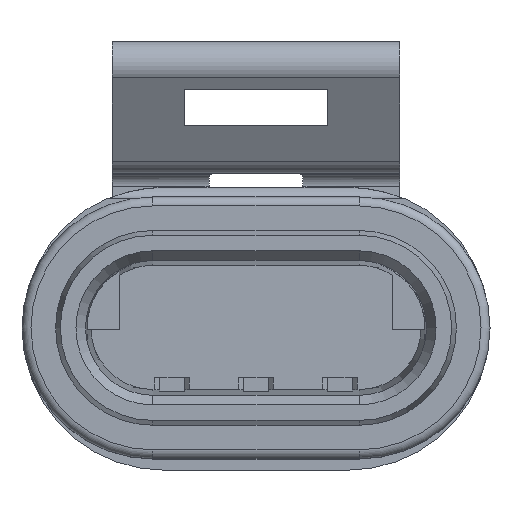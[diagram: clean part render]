
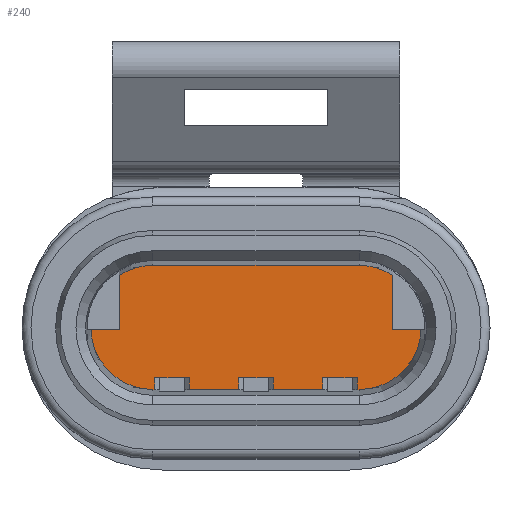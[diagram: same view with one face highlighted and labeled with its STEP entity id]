
A CAD part, top view. The second image highlights one B-rep face of the part: STEP entity #240.
In plain terms, the highlighted planar face has unit normal (0, 0, 1).
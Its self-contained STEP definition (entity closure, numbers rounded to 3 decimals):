
#119=PLANE('',#2342);
#240=ADVANCED_FACE('',(#375),#119,.T.);
#375=FACE_OUTER_BOUND('',#499,.T.);
#499=EDGE_LOOP('',(#947,#948,#949,#950,#951,#952,#953,#954,#955,#956,#957,
#958,#959,#960,#961,#962,#963,#964,#965,#966,#967,#968));
#603=CIRCLE('',#2338,2.589);
#604=CIRCLE('',#2339,2.589);
#605=CIRCLE('',#2340,2.589);
#606=CIRCLE('',#2341,2.589);
#947=ORIENTED_EDGE('',*,*,#1646,.T.);
#948=ORIENTED_EDGE('',*,*,#1647,.F.);
#949=ORIENTED_EDGE('',*,*,#1648,.T.);
#950=ORIENTED_EDGE('',*,*,#1649,.T.);
#951=ORIENTED_EDGE('',*,*,#1614,.T.);
#952=ORIENTED_EDGE('',*,*,#1611,.T.);
#953=ORIENTED_EDGE('',*,*,#1623,.F.);
#954=ORIENTED_EDGE('',*,*,#1650,.T.);
#955=ORIENTED_EDGE('',*,*,#1625,.T.);
#956=ORIENTED_EDGE('',*,*,#1601,.T.);
#957=ORIENTED_EDGE('',*,*,#1634,.F.);
#958=ORIENTED_EDGE('',*,*,#1651,.F.);
#959=ORIENTED_EDGE('',*,*,#1637,.T.);
#960=ORIENTED_EDGE('',*,*,#1597,.F.);
#961=ORIENTED_EDGE('',*,*,#1645,.F.);
#962=ORIENTED_EDGE('',*,*,#1652,.F.);
#963=ORIENTED_EDGE('',*,*,#1653,.F.);
#964=ORIENTED_EDGE('',*,*,#1654,.F.);
#965=ORIENTED_EDGE('',*,*,#1655,.F.);
#966=ORIENTED_EDGE('',*,*,#1656,.F.);
#967=ORIENTED_EDGE('',*,*,#1657,.F.);
#968=ORIENTED_EDGE('',*,*,#1658,.T.);
#1351=VERTEX_POINT('',#3314);
#1352=VERTEX_POINT('',#3316);
#1355=VERTEX_POINT('',#3324);
#1356=VERTEX_POINT('',#3325);
#1365=VERTEX_POINT('',#3344);
#1366=VERTEX_POINT('',#3346);
#1368=VERTEX_POINT('',#3352);
#1372=VERTEX_POINT('',#3368);
#1374=VERTEX_POINT('',#3374);
#1378=VERTEX_POINT('',#3390);
#1380=VERTEX_POINT('',#3395);
#1384=VERTEX_POINT('',#3412);
#1385=VERTEX_POINT('',#3416);
#1386=VERTEX_POINT('',#3417);
#1387=VERTEX_POINT('',#3419);
#1388=VERTEX_POINT('',#3421);
#1389=VERTEX_POINT('',#3426);
#1390=VERTEX_POINT('',#3428);
#1391=VERTEX_POINT('',#3430);
#1392=VERTEX_POINT('',#3432);
#1393=VERTEX_POINT('',#3434);
#1394=VERTEX_POINT('',#3436);
#1597=EDGE_CURVE('',#1351,#1352,#1865,.T.);
#1601=EDGE_CURVE('',#1355,#1356,#1869,.T.);
#1611=EDGE_CURVE('',#1366,#1365,#1879,.T.);
#1614=EDGE_CURVE('',#1368,#1366,#1882,.T.);
#1623=EDGE_CURVE('',#1372,#1365,#1891,.T.);
#1625=EDGE_CURVE('',#1374,#1355,#1893,.T.);
#1634=EDGE_CURVE('',#1378,#1356,#1902,.T.);
#1637=EDGE_CURVE('',#1380,#1352,#1905,.T.);
#1645=EDGE_CURVE('',#1384,#1351,#1913,.T.);
#1646=EDGE_CURVE('',#1385,#1386,#1914,.T.);
#1647=EDGE_CURVE('',#1387,#1386,#1915,.T.);
#1648=EDGE_CURVE('',#1387,#1388,#603,.T.);
#1649=EDGE_CURVE('',#1388,#1368,#1916,.T.);
#1650=EDGE_CURVE('',#1372,#1374,#1917,.T.);
#1651=EDGE_CURVE('',#1380,#1378,#1918,.T.);
#1652=EDGE_CURVE('',#1389,#1384,#1919,.T.);
#1653=EDGE_CURVE('',#1390,#1389,#604,.T.);
#1654=EDGE_CURVE('',#1391,#1390,#1920,.T.);
#1655=EDGE_CURVE('',#1392,#1391,#1921,.T.);
#1656=EDGE_CURVE('',#1393,#1392,#605,.T.);
#1657=EDGE_CURVE('',#1394,#1393,#1922,.T.);
#1658=EDGE_CURVE('',#1394,#1385,#606,.T.);
#1865=LINE('',#3315,#2077);
#1869=LINE('',#3323,#2081);
#1879=LINE('',#3345,#2091);
#1882=LINE('',#3351,#2094);
#1891=LINE('',#3369,#2103);
#1893=LINE('',#3373,#2105);
#1902=LINE('',#3391,#2114);
#1905=LINE('',#3397,#2117);
#1913=LINE('',#3413,#2125);
#1914=LINE('',#3415,#2126);
#1915=LINE('',#3418,#2127);
#1916=LINE('',#3422,#2128);
#1917=LINE('',#3423,#2129);
#1918=LINE('',#3424,#2130);
#1919=LINE('',#3425,#2131);
#1920=LINE('',#3429,#2132);
#1921=LINE('',#3431,#2133);
#1922=LINE('',#3435,#2134);
#2077=VECTOR('',#2697,1.);
#2081=VECTOR('',#2703,1.);
#2091=VECTOR('',#2715,1.);
#2094=VECTOR('',#2720,1.);
#2103=VECTOR('',#2737,1.);
#2105=VECTOR('',#2741,1.);
#2114=VECTOR('',#2758,1.);
#2117=VECTOR('',#2763,1.);
#2125=VECTOR('',#2779,1.);
#2126=VECTOR('',#2782,1.);
#2127=VECTOR('',#2783,1.);
#2128=VECTOR('',#2786,1.);
#2129=VECTOR('',#2787,1.);
#2130=VECTOR('',#2788,1.);
#2131=VECTOR('',#2789,1.);
#2132=VECTOR('',#2792,1.);
#2133=VECTOR('',#2793,1.);
#2134=VECTOR('',#2796,1.);
#2338=AXIS2_PLACEMENT_3D('',#3420,#2784,#2785);
#2339=AXIS2_PLACEMENT_3D('',#3427,#2790,#2791);
#2340=AXIS2_PLACEMENT_3D('',#3433,#2794,#2795);
#2341=AXIS2_PLACEMENT_3D('',#3437,#2797,#2798);
#2342=AXIS2_PLACEMENT_3D('',#3438,#2799,#2800);
#2697=DIRECTION('',(-1.,0.,0.));
#2703=DIRECTION('',(1.,0.,0.));
#2715=DIRECTION('',(1.,0.,0.));
#2720=DIRECTION('',(0.,1.,0.));
#2737=DIRECTION('',(0.,1.,0.));
#2741=DIRECTION('',(0.,1.,0.));
#2758=DIRECTION('',(0.,1.,0.));
#2763=DIRECTION('',(0.,1.,0.));
#2779=DIRECTION('',(0.,1.,0.));
#2782=DIRECTION('',(0.,-1.,0.));
#2783=DIRECTION('',(1.,0.,0.));
#2784=DIRECTION('',(0.,0.,1.));
#2785=DIRECTION('',(1.,0.,0.));
#2786=DIRECTION('',(1.,0.,0.));
#2787=DIRECTION('',(1.,0.,0.));
#2788=DIRECTION('',(-1.,0.,0.));
#2789=DIRECTION('',(-1.,0.,0.));
#2790=DIRECTION('',(0.,0.,-1.));
#2791=DIRECTION('',(-1.,0.,0.));
#2792=DIRECTION('',(1.,0.,0.));
#2793=DIRECTION('',(0.,-1.,0.));
#2794=DIRECTION('',(0.,0.,-1.));
#2795=DIRECTION('',(-1.,0.,0.));
#2796=DIRECTION('',(1.,0.,0.));
#2797=DIRECTION('',(0.,0.,1.));
#2798=DIRECTION('',(1.,0.,0.));
#2799=DIRECTION('',(0.,0.,1.));
#2800=DIRECTION('',(1.,0.,0.));
#3314=CARTESIAN_POINT('',(4.225,-2.089,7.6));
#3315=CARTESIAN_POINT('',(-4.3,-2.089,7.6));
#3316=CARTESIAN_POINT('',(2.775,-2.089,7.6));
#3323=CARTESIAN_POINT('',(4.3,-2.089,7.6));
#3324=CARTESIAN_POINT('',(-0.725,-2.089,7.6));
#3325=CARTESIAN_POINT('',(0.725,-2.089,7.6));
#3344=CARTESIAN_POINT('',(-2.775,-2.089,7.6));
#3345=CARTESIAN_POINT('',(4.3,-2.089,7.6));
#3346=CARTESIAN_POINT('',(-4.225,-2.089,7.6));
#3351=CARTESIAN_POINT('',(-4.225,-2.589,7.6));
#3352=CARTESIAN_POINT('',(-4.225,-2.589,7.6));
#3368=CARTESIAN_POINT('',(-2.775,-2.589,7.6));
#3369=CARTESIAN_POINT('',(-2.775,-2.589,7.6));
#3373=CARTESIAN_POINT('',(-0.725,-2.589,7.6));
#3374=CARTESIAN_POINT('',(-0.725,-2.589,7.6));
#3390=CARTESIAN_POINT('',(0.725,-2.589,7.6));
#3391=CARTESIAN_POINT('',(0.725,-2.589,7.6));
#3395=CARTESIAN_POINT('',(2.775,-2.589,7.6));
#3397=CARTESIAN_POINT('',(2.775,-2.589,7.6));
#3412=CARTESIAN_POINT('',(4.225,-2.589,7.6));
#3413=CARTESIAN_POINT('',(4.225,-2.589,7.6));
#3415=CARTESIAN_POINT('',(-5.7,0.,7.6));
#3416=CARTESIAN_POINT('',(-5.7,2.178,7.6));
#3417=CARTESIAN_POINT('',(-5.7,-0.089,7.6));
#3418=CARTESIAN_POINT('',(-4.3,-0.089,7.6));
#3419=CARTESIAN_POINT('',(-6.887,-0.089,7.6));
#3420=CARTESIAN_POINT('',(-4.3,0.,7.6));
#3421=CARTESIAN_POINT('',(-4.3,-2.589,7.6));
#3422=CARTESIAN_POINT('',(4.3,-2.589,7.6));
#3423=CARTESIAN_POINT('',(4.3,-2.589,7.6));
#3424=CARTESIAN_POINT('',(-4.3,-2.589,7.6));
#3425=CARTESIAN_POINT('',(-4.3,-2.589,7.6));
#3426=CARTESIAN_POINT('',(4.3,-2.589,7.6));
#3427=CARTESIAN_POINT('',(4.3,0.,7.6));
#3428=CARTESIAN_POINT('',(6.887,-0.089,7.6));
#3429=CARTESIAN_POINT('',(-4.3,-0.089,7.6));
#3430=CARTESIAN_POINT('',(5.7,-0.089,7.6));
#3431=CARTESIAN_POINT('',(5.7,0.,7.6));
#3432=CARTESIAN_POINT('',(5.7,2.178,7.6));
#3433=CARTESIAN_POINT('',(4.3,0.,7.6));
#3434=CARTESIAN_POINT('',(4.3,2.589,7.6));
#3435=CARTESIAN_POINT('',(0.,2.589,7.6));
#3436=CARTESIAN_POINT('',(-4.3,2.589,7.6));
#3437=CARTESIAN_POINT('',(-4.3,0.,7.6));
#3438=CARTESIAN_POINT('',(4.3,0.,7.6));
